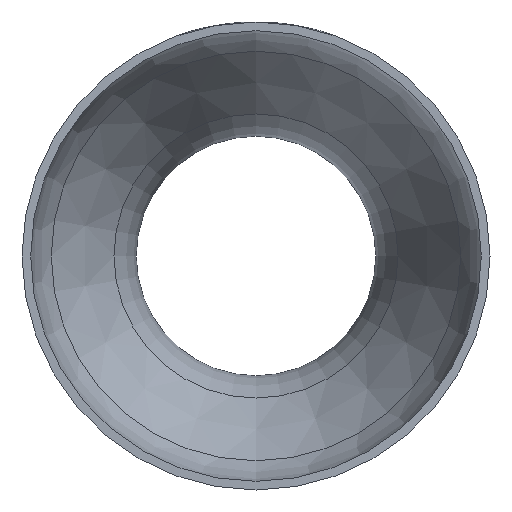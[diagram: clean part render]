
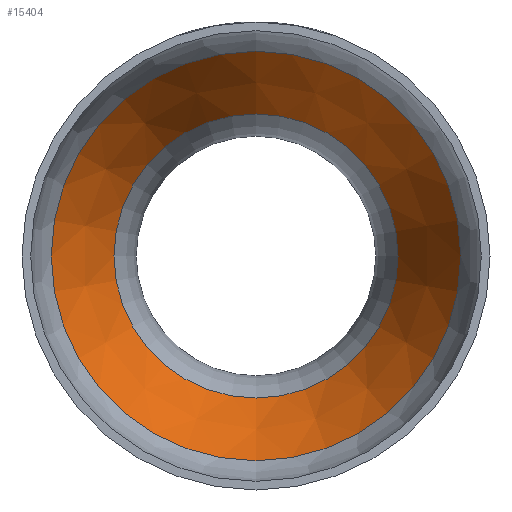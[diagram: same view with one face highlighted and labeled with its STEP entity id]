
A CAD part, front view. The second image highlights one B-rep face of the part: STEP entity #15404.
In plain terms, the highlighted conical face has half-angle 26.723 degrees and reference radius 61.119 mm.
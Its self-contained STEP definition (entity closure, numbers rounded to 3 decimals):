
#499 = AXIS2_PLACEMENT_3D ( 'NONE', #4134, #13831, #3036 ) ;
#573 = CARTESIAN_POINT ( 'NONE',  ( 0., 80.985, -42.404 ) ) ;
#774 = VERTEX_POINT ( 'NONE', #573 ) ;
#1633 = ORIENTED_EDGE ( 'NONE', *, *, #13486, .F. ) ;
#1659 = DIRECTION ( 'NONE',  ( 0., -1., 0. ) ) ;
#3036 = DIRECTION ( 'NONE',  ( 0., 0., -1. ) ) ;
#3238 = CARTESIAN_POINT ( 'NONE',  ( 0., 43.811, 0. ) ) ;
#4134 = CARTESIAN_POINT ( 'NONE',  ( 0., 80.985, 0. ) ) ;
#4486 = DIRECTION ( 'NONE',  ( 0., -1., 0. ) ) ;
#4719 = ORIENTED_EDGE ( 'NONE', *, *, #8002, .T. ) ;
#5414 = CARTESIAN_POINT ( 'NONE',  ( 0., 43.811, 0. ) ) ;
#5454 = CARTESIAN_POINT ( 'NONE',  ( 0., 43.811, -61.119 ) ) ;
#6875 = FACE_OUTER_BOUND ( 'NONE', #7659, .T. ) ;
#7659 = EDGE_LOOP ( 'NONE', ( #4719 ) ) ;
#7839 = FACE_BOUND ( 'NONE', #15593, .T. ) ;
#8002 = EDGE_CURVE ( 'NONE', #9163, #9163, #15575, .T. ) ;
#9025 = CIRCLE ( 'NONE', #499, 42.404 ) ;
#9163 = VERTEX_POINT ( 'NONE', #5454 ) ;
#10308 = CONICAL_SURFACE ( 'NONE', #14162, 61.119, 0.466 ) ;
#12608 = DIRECTION ( 'NONE',  ( 0., 0., -1. ) ) ;
#13104 = DIRECTION ( 'NONE',  ( 0., 0., -1. ) ) ;
#13486 = EDGE_CURVE ( 'NONE', #774, #774, #9025, .T. ) ;
#13831 = DIRECTION ( 'NONE',  ( 0., -1., 0. ) ) ;
#14162 = AXIS2_PLACEMENT_3D ( 'NONE', #5414, #1659, #12608 ) ;
#14831 = AXIS2_PLACEMENT_3D ( 'NONE', #3238, #4486, #13104 ) ;
#15404 = ADVANCED_FACE ( 'NONE', ( #7839, #6875 ), #10308, .F. ) ;
#15575 = CIRCLE ( 'NONE', #14831, 61.119 ) ;
#15593 = EDGE_LOOP ( 'NONE', ( #1633 ) ) ;
